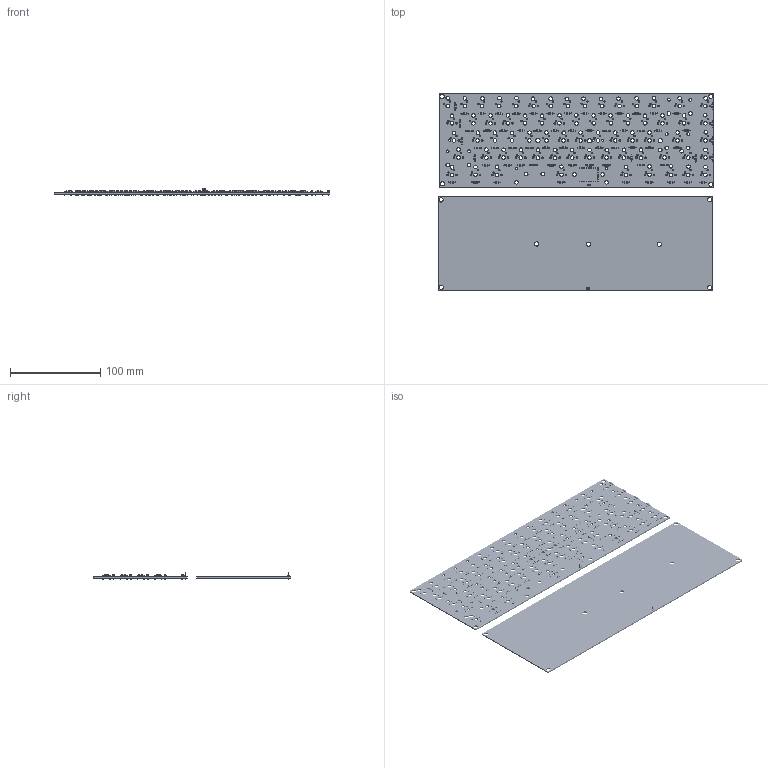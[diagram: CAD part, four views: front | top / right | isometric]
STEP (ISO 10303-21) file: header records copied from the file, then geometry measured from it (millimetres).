
FILE_DESCRIPTION(('KiCad electronic assembly'),'2;1');
FILE_NAME('keeb.step','2025-11-30T21:10:36',('Pcbnew'),('Kicad'), 'Open CASCADE STEP processor 7.9','KiCad to STEP converter','Unknown' );
FILE_SCHEMA(('AUTOMOTIVE_DESIGN { 1 0 10303 214 1 1 1 1 }'));
Length unit declared in the file: millimetre
Products named in the file (5): keeb 1; D_DO-35_SOD27_P7.62mm_Horizontal; PinHeader_1x03_P1.00mm_Vertical; keeb_PCB_1; keeb_PCB_2
Assembly tree (71 placements, depth 2):
  keeb 1
    D_DO-35_SOD27_P7.62mm_Horizontal  x67
    PinHeader_1x03_P1.00mm_Vertical  x2
    keeb_PCB_1
    keeb_PCB_2
Bounding box: 305.97 x 218.8 x 7.8 mm (x, y, z)
Volume: 92774.9 mm3; surface area: 133145.5 mm2
Topology: 138 solids, 138 shells, 1799 faces, 3681 edges, 2304 vertices
Faces by surface type: cylinder 965, plane 566, torus 268
Full cylindrical faces by diameter (mm): 0.5 x207, 0.762 x23, 0.8 x134, 1.5 x134, 1.7 x90, 2 x134, 2.02 x67, 3.05 x8, 4 x75, 4.031 x71, 4.79 x14
Entity records: 25973 total; most frequent: DIRECTION 4539, CARTESIAN_POINT 3924, ORIENTED_EDGE 3834, EDGE_CURVE 1917, AXIS2_PLACEMENT_3D 1883, FACE_BOUND 1785, EDGE_LOOP 1785, VERTEX_POINT 1268
